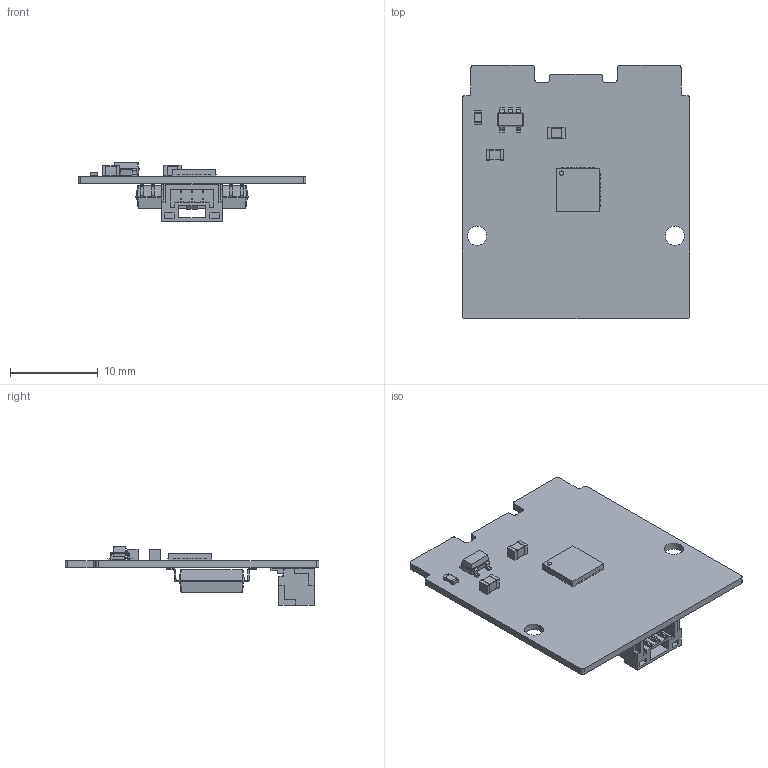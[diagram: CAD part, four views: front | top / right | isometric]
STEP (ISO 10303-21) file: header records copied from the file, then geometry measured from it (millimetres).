
FILE_DESCRIPTION(('KiCad electronic assembly'),'2;1');
FILE_NAME('isocanexpansion.step','2024-04-04T14:54:37',('Pcbnew'),( 'Kicad'),'Open CASCADE STEP processor 7.7','KiCad to STEP converter' ,'Unknown');
FILE_SCHEMA(('AUTOMOTIVE_DESIGN { 1 0 10303 214 1 1 1 1 }'));
Length unit declared in the file: millimetre
Products named in the file (14): isocanexpansion 1; SOT-23-5; SOT_23_5; C_0805_2012Metric; R_0603_1608Metric; QFN-32-1EP_5x5mm_P0.5mm_EP3.45x3.45mm; QFN-32-1EP_5x5mm_Pitch0.5mm; SOIC-20W_7.5x12.8mm_P1.27mm; SOIC_20W_75x128mm_P127mm; JST_GH_SM03B-GHS-TB_1x03-1MP_P1.25mm_Horizontal; JST_SM03B_GHS_TB; isocanexpansion_PCB
Assembly tree (14 placements, depth 3):
  isocanexpansion 1
    SOT-23-5
      SOT_23_5
    C_0805_2012Metric  x2
      C_0805_2012Metric
    R_0603_1608Metric
      R_0603_1608Metric
    QFN-32-1EP_5x5mm_P0.5mm_EP3.45x3.45mm
      QFN-32-1EP_5x5mm_Pitch0.5mm
    SOIC-20W_7.5x12.8mm_P1.27mm
      SOIC_20W_75x128mm_P127mm
    JST_GH_SM03B-GHS-TB_1x03-1MP_P1.25mm_Horizontal
      JST_SM03B_GHS_TB
    isocanexpansion_PCB
Bounding box: 26 x 29 x 6.7 mm (x, y, z)
Volume: 925.2 mm3; surface area: 2269.2 mm2
Topology: 8 solids, 8 shells, 943 faces, 2581 edges, 1668 vertices
Faces by surface type: plane 686, cylinder 184, bspline 73
Full cylindrical faces by diameter (mm): 0.5 x1, 0.6 x1, 2.2 x2
Entity records: 34875 total; most frequent: CARTESIAN_POINT 5342, ORIENTED_EDGE 5018, DIRECTION 4503, EDGE_CURVE 2509, LINE 2101, VECTOR 2101, VERTEX_POINT 1620, AXIS2_PLACEMENT_3D 1201
